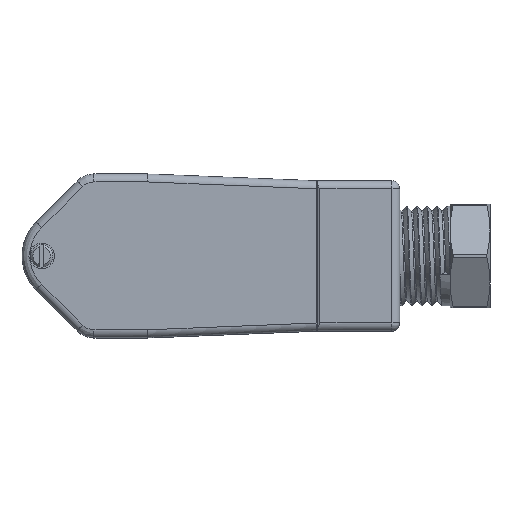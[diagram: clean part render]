
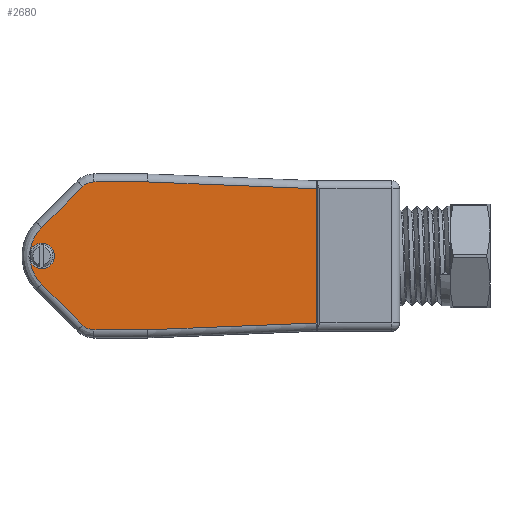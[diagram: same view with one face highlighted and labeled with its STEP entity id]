
A CAD part, top view. The second image highlights one B-rep face of the part: STEP entity #2680.
In plain terms, the highlighted planar face has unit normal (0, 0, 1).
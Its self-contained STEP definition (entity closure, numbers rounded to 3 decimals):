
#782=PLANE('',#8289);
#1033=FACE_OUTER_BOUND('',#3408,.T.);
#1651=LINE('',#12928,#2177);
#1652=LINE('',#12931,#2178);
#1653=LINE('',#12935,#2179);
#1654=LINE('',#12940,#2180);
#1655=LINE('',#12944,#2181);
#1656=LINE('',#12946,#2182);
#1657=LINE('',#12948,#2183);
#2177=VECTOR('',#9548,1.);
#2178=VECTOR('',#9549,1.);
#2179=VECTOR('',#9552,1.);
#2180=VECTOR('',#9557,1.);
#2181=VECTOR('',#9560,1.);
#2182=VECTOR('',#9561,1.);
#2183=VECTOR('',#9562,1.);
#2680=ADVANCED_FACE('',(#1033),#782,.T.);
#3408=EDGE_LOOP('',(#4404,#4405,#4406,#4407,#4408,#4409,#4410,#4411,#4412,
#4413,#4414,#4415,#4416));
#4404=ORIENTED_EDGE('',*,*,#6894,.T.);
#4405=ORIENTED_EDGE('',*,*,#6895,.T.);
#4406=ORIENTED_EDGE('',*,*,#6896,.T.);
#4407=ORIENTED_EDGE('',*,*,#6897,.T.);
#4408=ORIENTED_EDGE('',*,*,#6898,.T.);
#4409=ORIENTED_EDGE('',*,*,#6892,.T.);
#4410=ORIENTED_EDGE('',*,*,#6891,.T.);
#4411=ORIENTED_EDGE('',*,*,#6899,.T.);
#4412=ORIENTED_EDGE('',*,*,#6900,.T.);
#4413=ORIENTED_EDGE('',*,*,#6901,.T.);
#4414=ORIENTED_EDGE('',*,*,#6902,.T.);
#4415=ORIENTED_EDGE('',*,*,#6903,.T.);
#4416=ORIENTED_EDGE('',*,*,#6904,.T.);
#6120=VERTEX_POINT('',#12919);
#6121=VERTEX_POINT('',#12920);
#6122=VERTEX_POINT('',#12922);
#6123=VERTEX_POINT('',#12929);
#6124=VERTEX_POINT('',#12930);
#6125=VERTEX_POINT('',#12932);
#6126=VERTEX_POINT('',#12934);
#6127=VERTEX_POINT('',#12936);
#6128=VERTEX_POINT('',#12939);
#6129=VERTEX_POINT('',#12941);
#6130=VERTEX_POINT('',#12943);
#6131=VERTEX_POINT('',#12945);
#6132=VERTEX_POINT('',#12947);
#6891=EDGE_CURVE('',#6120,#6121,#7754,.T.);
#6892=EDGE_CURVE('',#6122,#6120,#7755,.T.);
#6894=EDGE_CURVE('',#6123,#6124,#1651,.T.);
#6895=EDGE_CURVE('',#6124,#6125,#1652,.T.);
#6896=EDGE_CURVE('',#6125,#6126,#7756,.T.);
#6897=EDGE_CURVE('',#6126,#6127,#1653,.T.);
#6898=EDGE_CURVE('',#6127,#6122,#7757,.T.);
#6899=EDGE_CURVE('',#6121,#6128,#7758,.T.);
#6900=EDGE_CURVE('',#6128,#6129,#1654,.T.);
#6901=EDGE_CURVE('',#6129,#6130,#7759,.T.);
#6902=EDGE_CURVE('',#6130,#6131,#1655,.T.);
#6903=EDGE_CURVE('',#6131,#6132,#1656,.T.);
#6904=EDGE_CURVE('',#6132,#6123,#1657,.T.);
#7754=CIRCLE('',#8282,1.6);
#7755=CIRCLE('',#8283,1.6);
#7756=CIRCLE('',#8285,2.);
#7757=CIRCLE('',#8286,5.);
#7758=CIRCLE('',#8287,5.);
#7759=CIRCLE('',#8288,2.);
#8282=AXIS2_PLACEMENT_3D('',#12918,#9542,#9543);
#8283=AXIS2_PLACEMENT_3D('',#12921,#9544,#9545);
#8285=AXIS2_PLACEMENT_3D('',#12933,#9550,#9551);
#8286=AXIS2_PLACEMENT_3D('',#12937,#9553,#9554);
#8287=AXIS2_PLACEMENT_3D('',#12938,#9555,#9556);
#8288=AXIS2_PLACEMENT_3D('',#12942,#9558,#9559);
#8289=AXIS2_PLACEMENT_3D('',#12949,#9563,#9564);
#9542=DIRECTION('',(0.,0.,-1.));
#9543=DIRECTION('',(0.,1.,0.));
#9544=DIRECTION('',(0.,0.,-1.));
#9545=DIRECTION('',(-0.879,0.477,0.));
#9548=DIRECTION('',(-0.999,0.04,0.));
#9549=DIRECTION('',(-1.,0.,0.));
#9550=DIRECTION('',(0.,0.,1.));
#9551=DIRECTION('',(0.,1.,0.));
#9552=DIRECTION('',(-0.707,-0.707,0.));
#9553=DIRECTION('',(0.,0.,1.));
#9554=DIRECTION('',(-0.707,0.707,0.));
#9555=DIRECTION('',(0.,0.,1.));
#9556=DIRECTION('',(-0.988,-0.153,0.));
#9557=DIRECTION('',(0.707,-0.707,0.));
#9558=DIRECTION('',(0.,0.,1.));
#9559=DIRECTION('',(-0.707,-0.707,0.));
#9560=DIRECTION('',(1.,0.,0.));
#9561=DIRECTION('',(0.999,0.04,0.));
#9562=DIRECTION('',(0.,1.,0.));
#9563=DIRECTION('',(0.,0.,1.));
#9564=DIRECTION('',(0.,1.,0.));
#12918=CARTESIAN_POINT('',(-11.3,0.,38.1));
#12919=CARTESIAN_POINT('',(-11.3,1.6,38.1));
#12920=CARTESIAN_POINT('',(-12.706,-0.764,38.1));
#12921=CARTESIAN_POINT('',(-11.3,0.,38.1));
#12922=CARTESIAN_POINT('',(-12.706,0.764,38.1));
#12928=CARTESIAN_POINT('',(23.1,8.399,38.1));
#12929=CARTESIAN_POINT('',(23.1,8.399,38.1));
#12930=CARTESIAN_POINT('',(1.98,9.25,38.1));
#12931=CARTESIAN_POINT('',(1.98,9.25,38.1));
#12932=CARTESIAN_POINT('',(-4.757,9.25,38.1));
#12933=CARTESIAN_POINT('',(-4.757,7.25,38.1));
#12934=CARTESIAN_POINT('',(-6.172,8.664,38.1));
#12935=CARTESIAN_POINT('',(-6.172,8.664,38.1));
#12936=CARTESIAN_POINT('',(-11.3,3.536,38.1));
#12937=CARTESIAN_POINT('',(-7.765,0.,38.1));
#12938=CARTESIAN_POINT('',(-7.765,0.,38.1));
#12939=CARTESIAN_POINT('',(-11.3,-3.536,38.1));
#12940=CARTESIAN_POINT('',(-11.3,-3.536,38.1));
#12941=CARTESIAN_POINT('',(-6.172,-8.664,38.1));
#12942=CARTESIAN_POINT('',(-4.757,-7.25,38.1));
#12943=CARTESIAN_POINT('',(-4.757,-9.25,38.1));
#12944=CARTESIAN_POINT('',(-4.757,-9.25,38.1));
#12945=CARTESIAN_POINT('',(1.98,-9.25,38.1));
#12946=CARTESIAN_POINT('',(1.98,-9.25,38.1));
#12947=CARTESIAN_POINT('',(23.1,-8.399,38.1));
#12948=CARTESIAN_POINT('',(23.1,-8.399,38.1));
#12949=CARTESIAN_POINT('',(24.022,-10.762,38.1));
